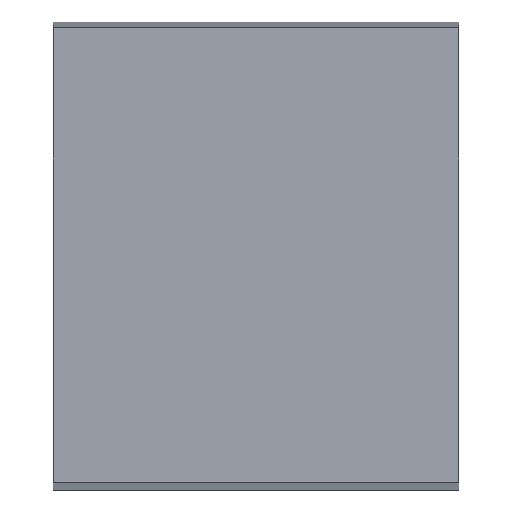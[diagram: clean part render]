
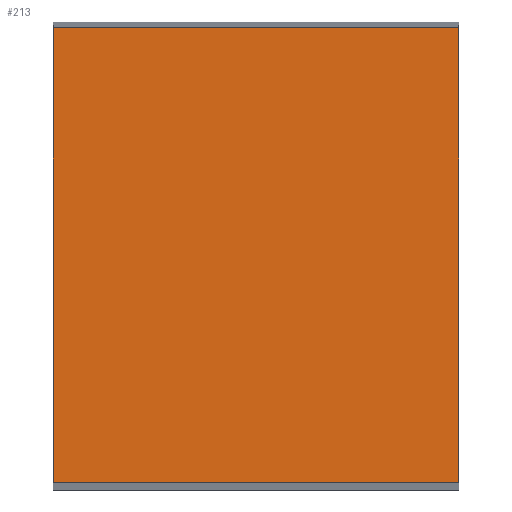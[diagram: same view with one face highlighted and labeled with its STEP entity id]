
A CAD part, top view. The second image highlights one B-rep face of the part: STEP entity #213.
In plain terms, the highlighted planar face has unit normal (0, 0, 1).
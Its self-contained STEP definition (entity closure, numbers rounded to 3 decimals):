
#33=FACE_OUTER_BOUND('',#45,.T.);
#45=EDGE_LOOP('',(#143,#144,#145,#146));
#57=LINE('',#346,#74);
#58=LINE('',#348,#75);
#59=LINE('',#350,#76);
#60=LINE('',#351,#77);
#74=VECTOR('',#275,10.);
#75=VECTOR('',#276,10.);
#76=VECTOR('',#277,10.);
#77=VECTOR('',#278,10.);
#91=VERTEX_POINT('',#344);
#92=VERTEX_POINT('',#345);
#93=VERTEX_POINT('',#347);
#94=VERTEX_POINT('',#349);
#112=EDGE_CURVE('',#91,#92,#57,.T.);
#113=EDGE_CURVE('',#93,#91,#58,.T.);
#114=EDGE_CURVE('',#94,#93,#59,.T.);
#115=EDGE_CURVE('',#92,#94,#60,.T.);
#143=ORIENTED_EDGE('',*,*,#112,.F.);
#144=ORIENTED_EDGE('',*,*,#113,.F.);
#145=ORIENTED_EDGE('',*,*,#114,.F.);
#146=ORIENTED_EDGE('',*,*,#115,.F.);
#205=PLANE('',#245);
#213=ADVANCED_FACE('',(#33),#205,.T.);
#245=AXIS2_PLACEMENT_3D('',#343,#273,#274);
#273=DIRECTION('center_axis',(0.,0.,1.));
#274=DIRECTION('ref_axis',(0.,-1.,0.));
#275=DIRECTION('',(-1.,0.,0.));
#276=DIRECTION('',(0.,-1.,0.));
#277=DIRECTION('',(1.,0.,0.));
#278=DIRECTION('',(0.,1.,0.));
#343=CARTESIAN_POINT('Origin',(0.,25.274,-19.));
#344=CARTESIAN_POINT('',(17.5,-25.274,-19.));
#345=CARTESIAN_POINT('',(-27.5,-25.274,-19.));
#346=CARTESIAN_POINT('',(0.,-25.274,-19.));
#347=CARTESIAN_POINT('',(17.5,25.274,-19.));
#348=CARTESIAN_POINT('',(17.5,25.274,-19.));
#349=CARTESIAN_POINT('',(-27.5,25.274,-19.));
#350=CARTESIAN_POINT('',(0.,25.274,-19.));
#351=CARTESIAN_POINT('',(-27.5,25.274,-19.));
